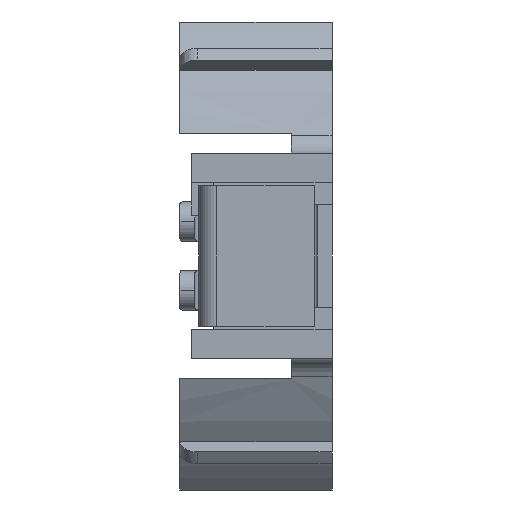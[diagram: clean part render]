
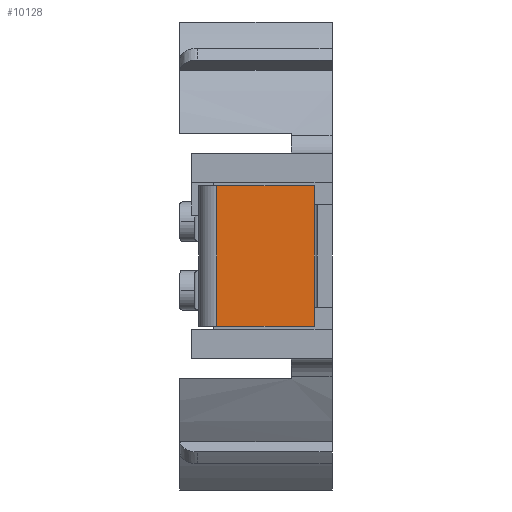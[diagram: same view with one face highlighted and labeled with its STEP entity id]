
A CAD part, left-side view. The second image highlights one B-rep face of the part: STEP entity #10128.
In plain terms, the highlighted planar face has unit normal (-1, 0, 0).
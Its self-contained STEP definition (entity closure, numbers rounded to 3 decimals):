
#299 = ORIENTED_EDGE ( 'NONE', *, *, #7565, .T. ) ;
#452 = CARTESIAN_POINT ( 'NONE',  ( -14.15, 3.942, -2.4 ) ) ;
#540 = VECTOR ( 'NONE', #10947, 1000. ) ;
#965 = VERTEX_POINT ( 'NONE', #15046 ) ;
#1121 = CARTESIAN_POINT ( 'NONE',  ( -14.15, 0.608, 1.75 ) ) ;
#1426 = LINE ( 'NONE', #8628, #9119 ) ;
#1983 = VERTEX_POINT ( 'NONE', #3205 ) ;
#2092 = EDGE_CURVE ( 'NONE', #6832, #11958, #2424, .T. ) ;
#2199 = ORIENTED_EDGE ( 'NONE', *, *, #4866, .T. ) ;
#2276 = VECTOR ( 'NONE', #4477, 1000. ) ;
#2424 = LINE ( 'NONE', #9768, #540 ) ;
#2877 = LINE ( 'NONE', #7635, #13863 ) ;
#3205 = CARTESIAN_POINT ( 'NONE',  ( -14.15, 0.608, -1.75 ) ) ;
#3219 = DIRECTION ( 'NONE',  ( 0., 0., 1. ) ) ;
#3368 = DIRECTION ( 'NONE',  ( 1., 0., 0. ) ) ;
#3396 = CARTESIAN_POINT ( 'NONE',  ( -14.15, 0., -2.4 ) ) ;
#3400 = VECTOR ( 'NONE', #3219, 1000. ) ;
#4477 = DIRECTION ( 'NONE',  ( 0., -1., 0. ) ) ;
#4866 = EDGE_CURVE ( 'NONE', #1983, #13567, #9133, .T. ) ;
#5644 = ORIENTED_EDGE ( 'NONE', *, *, #2092, .F. ) ;
#5646 = ORIENTED_EDGE ( 'NONE', *, *, #9999, .T. ) ;
#5919 = CARTESIAN_POINT ( 'NONE',  ( -14.15, 0., -11.28 ) ) ;
#6333 = DIRECTION ( 'NONE',  ( 0., 0., 1. ) ) ;
#6702 = EDGE_CURVE ( 'NONE', #965, #1983, #1426, .T. ) ;
#6832 = VERTEX_POINT ( 'NONE', #452 ) ;
#7120 = ORIENTED_EDGE ( 'NONE', *, *, #15217, .F. ) ;
#7565 = EDGE_CURVE ( 'NONE', #13567, #11846, #13692, .T. ) ;
#7635 = CARTESIAN_POINT ( 'NONE',  ( -14.15, 0., 2.4 ) ) ;
#7945 = CARTESIAN_POINT ( 'NONE',  ( -14.15, 0.608, -11.28 ) ) ;
#8023 = VECTOR ( 'NONE', #10435, 1000. ) ;
#8153 = CARTESIAN_POINT ( 'NONE',  ( -14.15, 0.608, 2.4 ) ) ;
#8312 = FACE_OUTER_BOUND ( 'NONE', #15443, .T. ) ;
#8457 = PLANE ( 'NONE',  #14512 ) ;
#8628 = CARTESIAN_POINT ( 'NONE',  ( -14.15, 0.608, -11.28 ) ) ;
#8678 = CARTESIAN_POINT ( 'NONE',  ( -14.15, 3.942, 2.4 ) ) ;
#8854 = CARTESIAN_POINT ( 'NONE',  ( -14.15, 0.608, -11.28 ) ) ;
#9119 = VECTOR ( 'NONE', #6333, 1000. ) ;
#9133 = LINE ( 'NONE', #7945, #8023 ) ;
#9223 = DIRECTION ( 'NONE',  ( 0., 1., 0. ) ) ;
#9768 = CARTESIAN_POINT ( 'NONE',  ( -14.15, 3.942, -11.28 ) ) ;
#9999 = EDGE_CURVE ( 'NONE', #6832, #965, #11673, .T. ) ;
#10128 = ADVANCED_FACE ( 'NONE', ( #8312 ), #8457, .F. ) ;
#10435 = DIRECTION ( 'NONE',  ( 0., 0., 1. ) ) ;
#10947 = DIRECTION ( 'NONE',  ( 0., 0., 1. ) ) ;
#11673 = LINE ( 'NONE', #3396, #2276 ) ;
#11846 = VERTEX_POINT ( 'NONE', #8153 ) ;
#11958 = VERTEX_POINT ( 'NONE', #8678 ) ;
#13567 = VERTEX_POINT ( 'NONE', #1121 ) ;
#13692 = LINE ( 'NONE', #8854, #3400 ) ;
#13740 = DIRECTION ( 'NONE',  ( 0., -1., 0. ) ) ;
#13863 = VECTOR ( 'NONE', #13740, 1000. ) ;
#14512 = AXIS2_PLACEMENT_3D ( 'NONE', #5919, #3368, #9223 ) ;
#14910 = ORIENTED_EDGE ( 'NONE', *, *, #6702, .T. ) ;
#15046 = CARTESIAN_POINT ( 'NONE',  ( -14.15, 0.608, -2.4 ) ) ;
#15217 = EDGE_CURVE ( 'NONE', #11958, #11846, #2877, .T. ) ;
#15443 = EDGE_LOOP ( 'NONE', ( #5646, #14910, #2199, #299, #7120, #5644 ) ) ;
